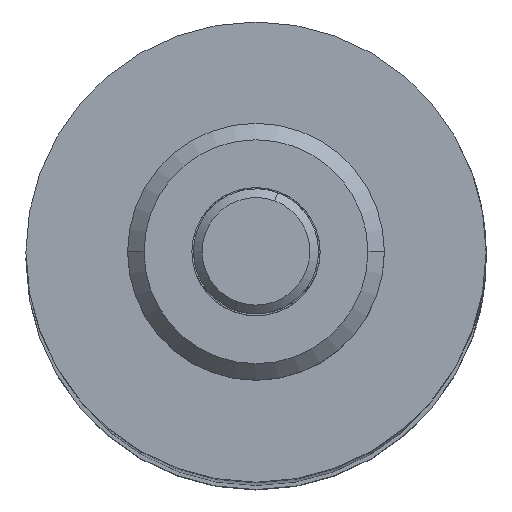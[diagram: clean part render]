
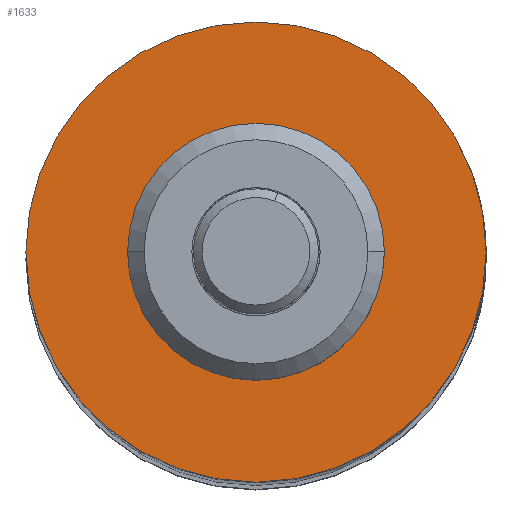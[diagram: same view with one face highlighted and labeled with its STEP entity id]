
A CAD part, top view. The second image highlights one B-rep face of the part: STEP entity #1633.
In plain terms, the highlighted face is planar.
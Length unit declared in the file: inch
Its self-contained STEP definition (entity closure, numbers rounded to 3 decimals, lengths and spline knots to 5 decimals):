
#67 = CARTESIAN_POINT ( 'NONE',  ( 0.62, 0., 0. ) ) ;
#91 = ORIENTED_EDGE ( 'NONE', *, *, #811, .F. ) ;
#149 = CARTESIAN_POINT ( 'NONE',  ( 0.62, 0., 0.56 ) ) ;
#170 = VERTEX_POINT ( 'NONE', #2495 ) ;
#305 = DIRECTION ( 'NONE',  ( 0., 0., 1. ) ) ;
#332 = VERTEX_POINT ( 'NONE', #2065 ) ;
#395 = DIRECTION ( 'NONE',  ( -1., 0., 0. ) ) ;
#449 = ORIENTED_EDGE ( 'NONE', *, *, #1682, .T. ) ;
#512 = AXIS2_PLACEMENT_3D ( 'NONE', #2509, #1106, #2736 ) ;
#551 = ORIENTED_EDGE ( 'NONE', *, *, #576, .F. ) ;
#576 = EDGE_CURVE ( 'NONE', #170, #1796, #2022, .T. ) ;
#771 = FACE_OUTER_BOUND ( 'NONE', #1827, .T. ) ;
#776 = DIRECTION ( 'NONE',  ( -1., 0., 0. ) ) ;
#782 = AXIS2_PLACEMENT_3D ( 'NONE', #1220, #2404, #999 ) ;
#811 = EDGE_CURVE ( 'NONE', #1796, #170, #1143, .T. ) ;
#931 = AXIS2_PLACEMENT_3D ( 'NONE', #67, #1713, #305 ) ;
#999 = DIRECTION ( 'NONE',  ( 0., 0., -1. ) ) ;
#1106 = DIRECTION ( 'NONE',  ( -1., 0., 0. ) ) ;
#1143 = CIRCLE ( 'NONE', #2066, 0.31125 ) ;
#1220 = CARTESIAN_POINT ( 'NONE',  ( 0.62, 0.56, 0. ) ) ;
#1633 = ADVANCED_FACE ( 'NONE', ( #1800, #771 ), #2161, .F. ) ;
#1682 = EDGE_CURVE ( 'NONE', #2194, #332, #2895, .T. ) ;
#1713 = DIRECTION ( 'NONE',  ( -1., 0., 0. ) ) ;
#1796 = VERTEX_POINT ( 'NONE', #2997 ) ;
#1800 = FACE_BOUND ( 'NONE', #2607, .T. ) ;
#1804 = CARTESIAN_POINT ( 'NONE',  ( 0.62, 0., 0. ) ) ;
#1818 = AXIS2_PLACEMENT_3D ( 'NONE', #1804, #395, #2031 ) ;
#1827 = EDGE_LOOP ( 'NONE', ( #449, #2460 ) ) ;
#2022 = CIRCLE ( 'NONE', #1818, 0.31125 ) ;
#2031 = DIRECTION ( 'NONE',  ( 0., 0., 1. ) ) ;
#2065 = CARTESIAN_POINT ( 'NONE',  ( 0.62, 0., -0.56 ) ) ;
#2066 = AXIS2_PLACEMENT_3D ( 'NONE', #2182, #776, #2417 ) ;
#2161 = PLANE ( 'NONE',  #782 ) ;
#2182 = CARTESIAN_POINT ( 'NONE',  ( 0.62, 0., 0. ) ) ;
#2194 = VERTEX_POINT ( 'NONE', #149 ) ;
#2228 = EDGE_CURVE ( 'NONE', #332, #2194, #2923, .T. ) ;
#2404 = DIRECTION ( 'NONE',  ( 1., 0., 0. ) ) ;
#2417 = DIRECTION ( 'NONE',  ( 0., 0., 1. ) ) ;
#2460 = ORIENTED_EDGE ( 'NONE', *, *, #2228, .T. ) ;
#2495 = CARTESIAN_POINT ( 'NONE',  ( 0.62, 0., 0.31125 ) ) ;
#2509 = CARTESIAN_POINT ( 'NONE',  ( 0.62, 0., 0. ) ) ;
#2607 = EDGE_LOOP ( 'NONE', ( #551, #91 ) ) ;
#2736 = DIRECTION ( 'NONE',  ( 0., 0., 1. ) ) ;
#2895 = CIRCLE ( 'NONE', #931, 0.56 ) ;
#2923 = CIRCLE ( 'NONE', #512, 0.56 ) ;
#2997 = CARTESIAN_POINT ( 'NONE',  ( 0.62, 0., -0.31125 ) ) ;
